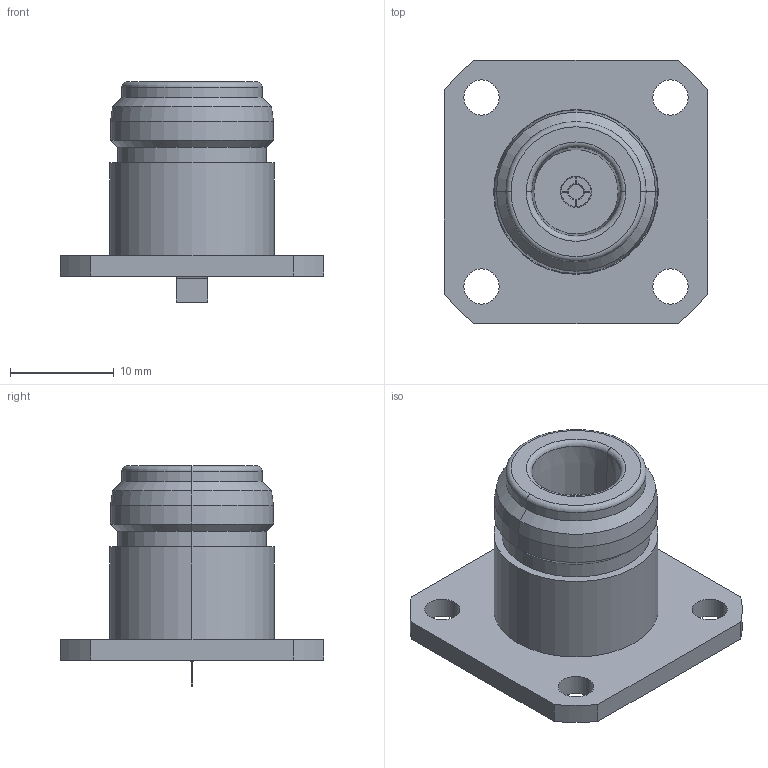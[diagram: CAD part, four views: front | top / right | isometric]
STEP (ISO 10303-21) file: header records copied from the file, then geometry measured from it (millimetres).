
FILE_DESCRIPTION (( 'STEP AP214' ), '1' );
FILE_NAME ('J01021A0139.STEP', '2016-06-13T13:19:59', ( '' ), ( '' ), 'SwSTEP 2.0', 'SolidWorks 2015', '' );
FILE_SCHEMA (( 'AUTOMOTIVE_DESIGN' ));
Length unit declared in the file: millimetre
Products named in the file (1): J01021A0139
Bounding box: 25.4 x 25.4 x 21.2 mm (x, y, z)
Volume: 3864.4 mm3; surface area: 2559.9 mm2
Topology: 1 solids, 1 shells, 80 faces, 189 edges, 120 vertices
Faces by surface type: cylinder 35, plane 25, cone 16, torus 4
Entity records: 3248 total; most frequent: CARTESIAN_POINT 458, DIRECTION 411, ORIENTED_EDGE 378, EDGE_CURVE 189, AXIS2_PLACEMENT_3D 161, VERTEX_POINT 120, EDGE_LOOP 97, LINE 89
